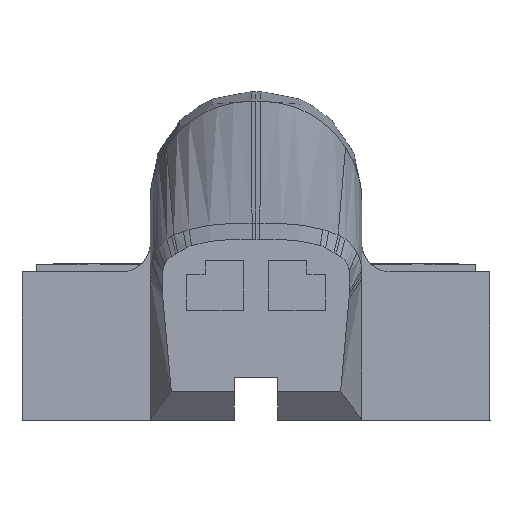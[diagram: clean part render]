
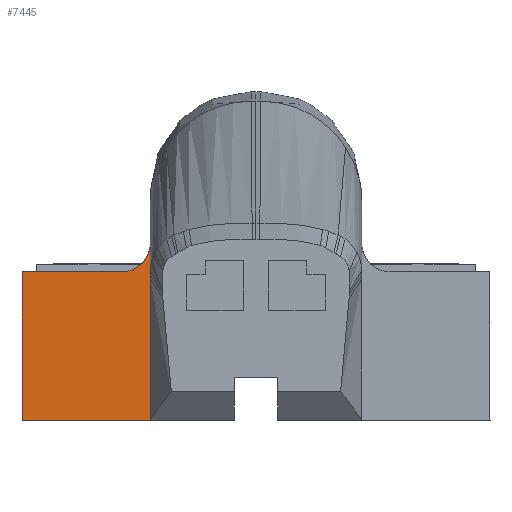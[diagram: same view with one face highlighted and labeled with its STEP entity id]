
A CAD part, front view. The second image highlights one B-rep face of the part: STEP entity #7445.
In plain terms, the highlighted planar face has unit normal (0, -1, 0).
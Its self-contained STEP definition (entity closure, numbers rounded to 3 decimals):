
#5875=CARTESIAN_POINT('Vertex',(-669.673,-58.268,31.597)) ;
#5878=CARTESIAN_POINT('Line Origine',(-669.673,-58.267,19.281)) ;
#5882=CARTESIAN_POINT('Vertex',(-669.673,-58.267,6.965)) ;
#6080=CARTESIAN_POINT('Line Origine',(-678.587,-58.263,6.965)) ;
#6084=CARTESIAN_POINT('Vertex',(-687.5,-58.259,6.965)) ;
#7403=CARTESIAN_POINT('Vertex',(-673.673,-58.266,27.597)) ;
#7407=CARTESIAN_POINT('Control Point',(-673.673,-58.266,27.597)) ;
#7408=CARTESIAN_POINT('Control Point',(-672.417,-58.266,27.597)) ;
#7409=CARTESIAN_POINT('Control Point',(-671.159,-58.267,28.089)) ;
#7410=CARTESIAN_POINT('Control Point',(-670.165,-58.267,29.083)) ;
#7411=CARTESIAN_POINT('Control Point',(-669.673,-58.268,30.341)) ;
#7412=CARTESIAN_POINT('Control Point',(-669.673,-58.268,31.597)) ;
#7421=CARTESIAN_POINT('Axis2P3D Location',(-696.032,-58.257,32.57)) ;
#7426=CARTESIAN_POINT('Line Origine',(-680.587,-58.263,27.597)) ;
#7430=CARTESIAN_POINT('Vertex',(-687.5,-58.26,27.598)) ;
#7433=CARTESIAN_POINT('Line Origine',(-687.5,-58.26,17.281)) ;
#5880=VECTOR('Line Direction',#5879,1.) ;
#6082=VECTOR('Line Direction',#6081,1.) ;
#7428=VECTOR('Line Direction',#7427,1.) ;
#7435=VECTOR('Line Direction',#7434,1.) ;
#5879=DIRECTION('Vector Direction',(0.,0.,-1.)) ;
#6081=DIRECTION('Vector Direction',(1.,0.,0.)) ;
#7422=DIRECTION('Axis2P3D Direction',(0.,-1.,0.)) ;
#7423=DIRECTION('Axis2P3D XDirection',(1.,0.,-0.009)) ;
#7427=DIRECTION('Vector Direction',(1.,0.,0.)) ;
#7434=DIRECTION('Vector Direction',(0.,0.,-1.)) ;
#7424=AXIS2_PLACEMENT_3D('Plane Axis2P3D',#7421,#7422,#7423) ;
#5881=LINE('Line',#5878,#5880) ;
#6083=LINE('Line',#6080,#6082) ;
#7429=LINE('Line',#7426,#7428) ;
#7436=LINE('Line',#7433,#7435) ;
#7425=PLANE('',#7424) ;
#5884=EDGE_CURVE('',#5876,#5883,#5881,.T.) ;
#6086=EDGE_CURVE('',#6085,#5883,#6083,.T.) ;
#7413=EDGE_CURVE('',#5876,#7404,#7406,.F.) ;
#7432=EDGE_CURVE('',#7431,#7404,#7429,.T.) ;
#7437=EDGE_CURVE('',#7431,#6085,#7436,.T.) ;
#7438=EDGE_LOOP('',(#7439,#7440,#7441,#7442,#7443)) ;
#7439=ORIENTED_EDGE('',*,*,#7432,.F.) ;
#7440=ORIENTED_EDGE('',*,*,#7437,.T.) ;
#7441=ORIENTED_EDGE('',*,*,#6086,.T.) ;
#7442=ORIENTED_EDGE('',*,*,#5884,.F.) ;
#7443=ORIENTED_EDGE('',*,*,#7413,.T.) ;
#5876=VERTEX_POINT('',#5875) ;
#5883=VERTEX_POINT('',#5882) ;
#6085=VERTEX_POINT('',#6084) ;
#7404=VERTEX_POINT('',#7403) ;
#7431=VERTEX_POINT('',#7430) ;
#7445=ADVANCED_FACE('Body.2',(#7444),#7425,.T.) ;
#7406=B_SPLINE_CURVE_WITH_KNOTS('',5,(#7407,#7408,#7409,#7410,#7411,#7412),.UNSPECIFIED.,.F.,.U.,(6,6),(0.,8.886),.UNSPECIFIED.) ;
#7444=FACE_OUTER_BOUND('',#7438,.T.) ;
